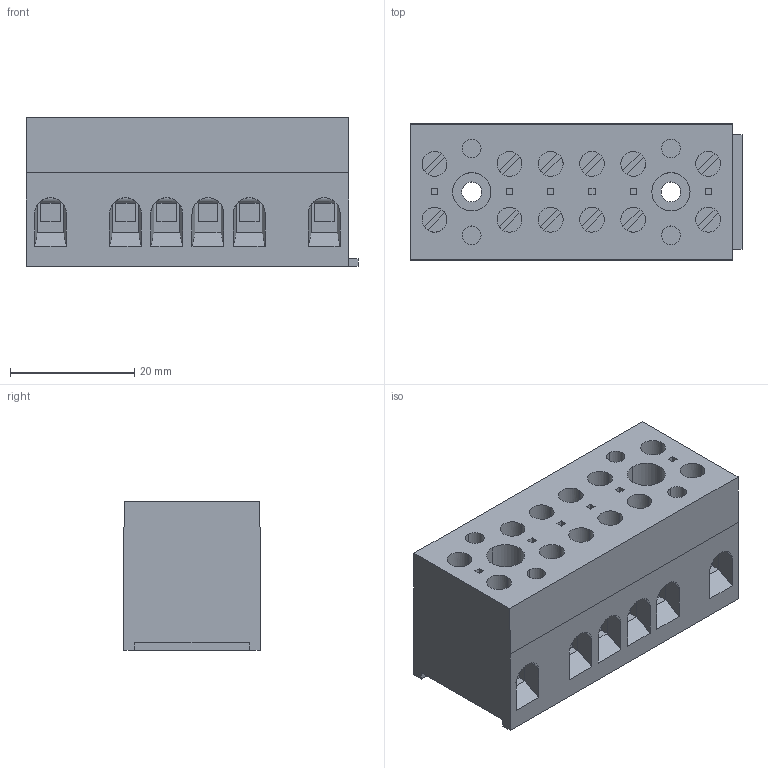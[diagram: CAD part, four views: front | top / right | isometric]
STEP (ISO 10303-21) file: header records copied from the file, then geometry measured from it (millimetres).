
FILE_DESCRIPTION(('Creo Elements/Direct Modeling STEP Export'),'2;1');
FILE_NAME('model.stp','2019-10-31T 0:08:38',(''),(''),'Creo Elements/Direct Modeling STEP processor for AP214 (Solid Model)','Creo Elements/Direct Modeling 20.1A 29-Sep-2018 (C) Parametric Technology GmbH','');
FILE_SCHEMA(('AUTOMOTIVE_DESIGN { 1 0 10303 214 1 1 1 1 }'));
Length unit declared in the file: millimetre
Products named in the file (2): G5_6-select
Assembly tree (1 placements, depth 2):
  G5_6-select
    G5_6-select
Bounding box: 53.5 x 22 x 24 mm (x, y, z)
Volume: 22875.3 mm3; surface area: 9559.4 mm2
Topology: 1 solids, 1 shells, 331 faces, 882 edges, 592 vertices
Faces by surface type: plane 263, cylinder 68
Entity records: 14717 total; most frequent: CARTESIAN_POINT 3993, ORIENTED_EDGE 1764, DIRECTION 1522, EDGE_CURVE 882, VECTOR 600, LINE 600, VERTEX_POINT 592, AXIS2_PLACEMENT_3D 461
